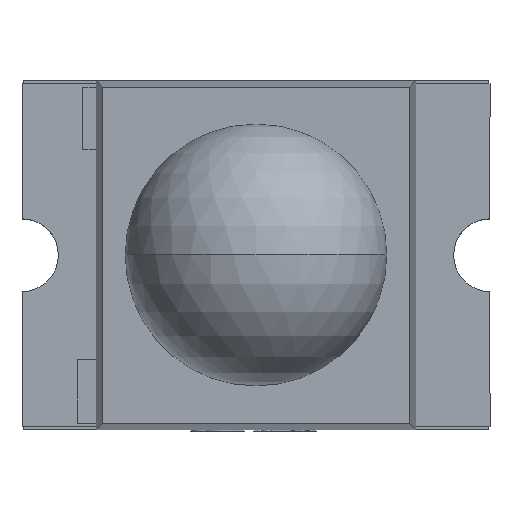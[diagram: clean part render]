
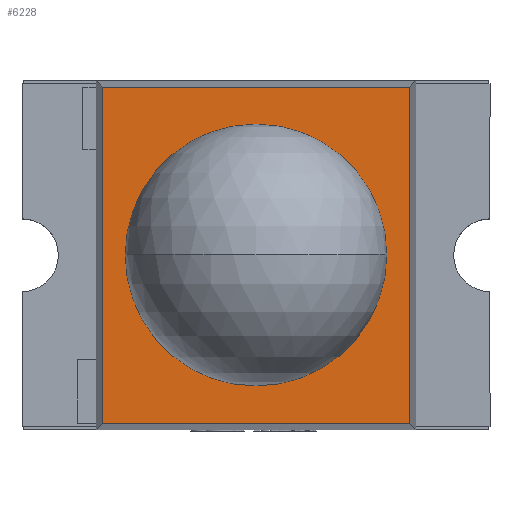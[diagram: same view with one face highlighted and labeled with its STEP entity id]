
A CAD part, top view. The second image highlights one B-rep face of the part: STEP entity #6228.
In plain terms, the highlighted planar face has unit normal (0, 0, 1).
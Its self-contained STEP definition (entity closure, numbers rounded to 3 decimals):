
#513 = CARTESIAN_POINT ( 'NONE',  ( -1.056, 1.2, 1. ) ) ;
#1114 = AXIS2_PLACEMENT_3D ( 'NONE', #5007, #3798, #3958 ) ;
#1159 = CARTESIAN_POINT ( 'NONE',  ( -1.056, -1.156, 1. ) ) ;
#1171 = CARTESIAN_POINT ( 'NONE',  ( 0., 0., 1. ) ) ;
#1307 = ORIENTED_EDGE ( 'NONE', *, *, #10022, .F. ) ;
#1383 = ORIENTED_EDGE ( 'NONE', *, *, #2434, .F. ) ;
#1449 = CARTESIAN_POINT ( 'NONE',  ( -0.9, 0., 1. ) ) ;
#1484 = EDGE_CURVE ( 'NONE', #14658, #8307, #8238, .T. ) ;
#1715 = VERTEX_POINT ( 'NONE', #1159 ) ;
#1888 = CIRCLE ( 'NONE', #1114, 0.9 ) ;
#2024 = CARTESIAN_POINT ( 'NONE',  ( 1.056, 1.156, 1. ) ) ;
#2078 = FACE_OUTER_BOUND ( 'NONE', #8961, .T. ) ;
#2192 = LINE ( 'NONE', #5973, #5922 ) ;
#2434 = EDGE_CURVE ( 'NONE', #10199, #8561, #14304, .T. ) ;
#3101 = ORIENTED_EDGE ( 'NONE', *, *, #12029, .T. ) ;
#3126 = CARTESIAN_POINT ( 'NONE',  ( -1.1, -1.156, 1. ) ) ;
#3437 = DIRECTION ( 'NONE',  ( 1., 0., 0. ) ) ;
#3725 = EDGE_CURVE ( 'NONE', #1715, #14658, #5774, .T. ) ;
#3798 = DIRECTION ( 'NONE',  ( 0., 0., 1. ) ) ;
#3906 = LINE ( 'NONE', #513, #4141 ) ;
#3958 = DIRECTION ( 'NONE',  ( 1., 0., 0. ) ) ;
#4141 = VECTOR ( 'NONE', #7687, 1000. ) ;
#4397 = DIRECTION ( 'NONE',  ( 1., 0., 0. ) ) ;
#4831 = CARTESIAN_POINT ( 'NONE',  ( 0., 0., 1. ) ) ;
#4866 = CARTESIAN_POINT ( 'NONE',  ( 1.056, -1.156, 1. ) ) ;
#5007 = CARTESIAN_POINT ( 'NONE',  ( 0., 0., 1. ) ) ;
#5623 = VECTOR ( 'NONE', #4397, 1000. ) ;
#5774 = LINE ( 'NONE', #3126, #5623 ) ;
#5922 = VECTOR ( 'NONE', #12080, 1000. ) ;
#5973 = CARTESIAN_POINT ( 'NONE',  ( -1.1, 1.156, 1. ) ) ;
#6228 = ADVANCED_FACE ( 'NONE', ( #8131, #2078 ), #10648, .T. ) ;
#6318 = ORIENTED_EDGE ( 'NONE', *, *, #12777, .T. ) ;
#7687 = DIRECTION ( 'NONE',  ( 0., -1., 0. ) ) ;
#8131 = FACE_BOUND ( 'NONE', #14559, .T. ) ;
#8238 = LINE ( 'NONE', #13232, #11254 ) ;
#8307 = VERTEX_POINT ( 'NONE', #2024 ) ;
#8561 = VERTEX_POINT ( 'NONE', #15954 ) ;
#8961 = EDGE_LOOP ( 'NONE', ( #11260, #3101, #6318, #12658 ) ) ;
#10022 = EDGE_CURVE ( 'NONE', #8561, #10199, #1888, .T. ) ;
#10057 = DIRECTION ( 'NONE',  ( 0., 1., 0. ) ) ;
#10199 = VERTEX_POINT ( 'NONE', #1449 ) ;
#10645 = AXIS2_PLACEMENT_3D ( 'NONE', #4831, #11139, #14666 ) ;
#10648 = PLANE ( 'NONE',  #14294 ) ;
#11139 = DIRECTION ( 'NONE',  ( 0., 0., 1. ) ) ;
#11254 = VECTOR ( 'NONE', #10057, 1000. ) ;
#11260 = ORIENTED_EDGE ( 'NONE', *, *, #1484, .T. ) ;
#11525 = VERTEX_POINT ( 'NONE', #15524 ) ;
#12029 = EDGE_CURVE ( 'NONE', #8307, #11525, #2192, .T. ) ;
#12080 = DIRECTION ( 'NONE',  ( -1., 0., 0. ) ) ;
#12288 = DIRECTION ( 'NONE',  ( 0., 0., 1. ) ) ;
#12658 = ORIENTED_EDGE ( 'NONE', *, *, #3725, .T. ) ;
#12777 = EDGE_CURVE ( 'NONE', #11525, #1715, #3906, .T. ) ;
#13232 = CARTESIAN_POINT ( 'NONE',  ( 1.056, 1.2, 1. ) ) ;
#14294 = AXIS2_PLACEMENT_3D ( 'NONE', #1171, #12288, #3437 ) ;
#14304 = CIRCLE ( 'NONE', #10645, 0.9 ) ;
#14559 = EDGE_LOOP ( 'NONE', ( #1383, #1307 ) ) ;
#14658 = VERTEX_POINT ( 'NONE', #4866 ) ;
#14666 = DIRECTION ( 'NONE',  ( 1., 0., 0. ) ) ;
#15524 = CARTESIAN_POINT ( 'NONE',  ( -1.056, 1.156, 1. ) ) ;
#15954 = CARTESIAN_POINT ( 'NONE',  ( 0.9, 0., 1. ) ) ;
